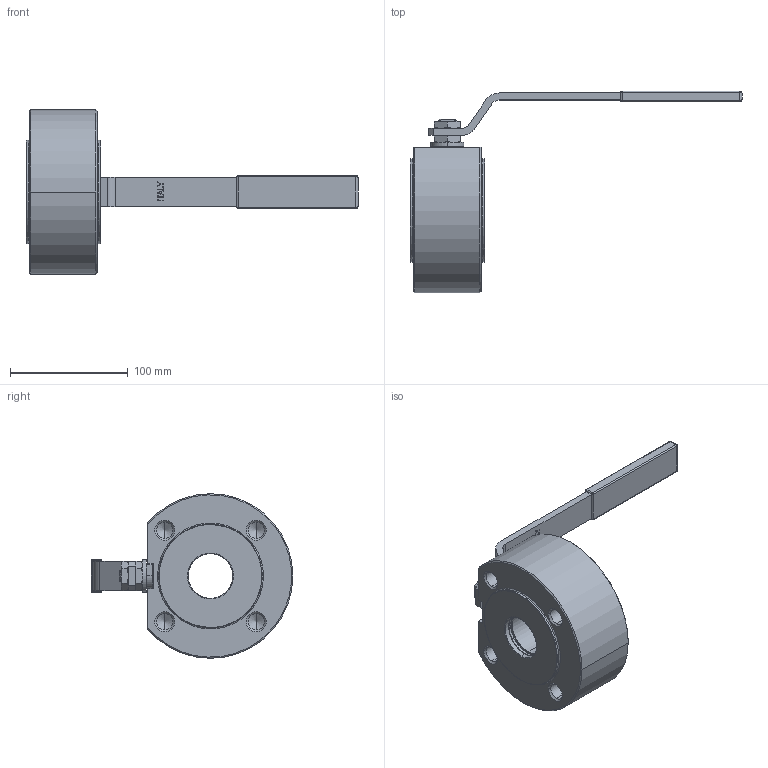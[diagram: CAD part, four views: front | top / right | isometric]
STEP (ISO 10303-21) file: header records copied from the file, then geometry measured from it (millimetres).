
FILE_DESCRIPTION (( 'STEP AP214' ), '1' );
FILE_NAME ('72200008_.STEP', '2009-06-30T12:52:45', ( 'valpress' ), ( 'idem' ), 'SwSTEP 2.0', 'SolidWorks 2008', '' );
FILE_SCHEMA (( 'AUTOMOTIVE_DESIGN' ));
Length unit declared in the file: millimetre
Products named in the file (1): 72200008_
Bounding box: 282.25 x 171.45 x 140 mm (x, y, z)
Volume: 789932.8 mm3; surface area: 120098.8 mm2
Topology: 1 solids, 1 shells, 434 faces, 1131 edges, 688 vertices
Faces by surface type: plane 137, cone 122, cylinder 117, bspline 52, sphere 6
Entity records: 17083 total; most frequent: CARTESIAN_POINT 6942, ORIENTED_EDGE 2178, DIRECTION 2074, EDGE_CURVE 1089, AXIS2_PLACEMENT_3D 800, VERTEX_POINT 684, EDGE_LOOP 489, VECTOR 474
